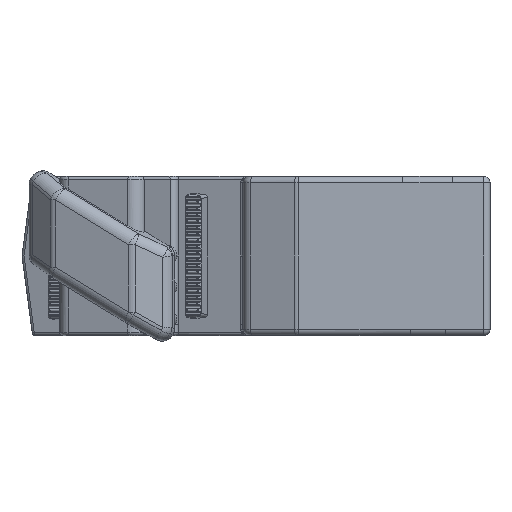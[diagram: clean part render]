
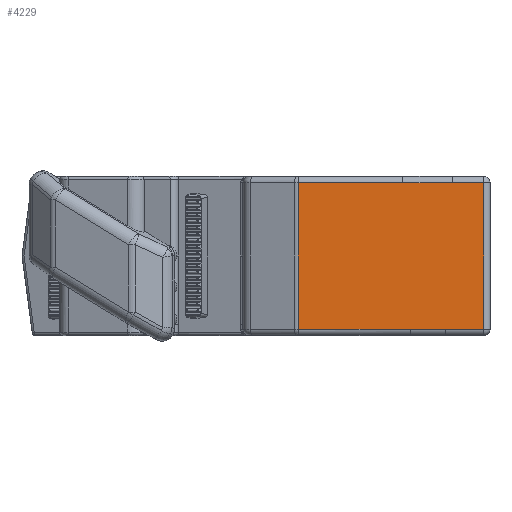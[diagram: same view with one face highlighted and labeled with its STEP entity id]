
A CAD part, front view. The second image highlights one B-rep face of the part: STEP entity #4229.
In plain terms, the highlighted planar face has unit normal (0, -1, 0).
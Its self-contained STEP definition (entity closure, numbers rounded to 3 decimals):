
#3958=PLANE('',#13736);
#4229=ADVANCED_FACE('NAUO1\\NAUO12\\CUT-EXTRUDE7',(#5085),#3958,.T.);
#5085=FACE_OUTER_BOUND('',#5658,.T.);
#5658=EDGE_LOOP('',(#8539,#8540,#8541,#8542,#8543,#8544,#8545,#8546));
#6512=LINE('',#19372,#7089);
#6547=LINE('',#19712,#7124);
#6548=LINE('',#19716,#7125);
#6549=LINE('',#19718,#7126);
#6550=LINE('',#19720,#7127);
#6551=LINE('',#19721,#7128);
#6552=LINE('',#19723,#7129);
#6553=LINE('',#19725,#7130);
#7089=VECTOR('',#14998,1.);
#7124=VECTOR('',#15107,1.);
#7125=VECTOR('',#15112,1.);
#7126=VECTOR('',#15113,1.);
#7127=VECTOR('',#15114,1.);
#7128=VECTOR('',#15115,1.);
#7129=VECTOR('',#15116,1.);
#7130=VECTOR('',#15117,1.);
#8539=ORIENTED_EDGE('',*,*,#12239,.T.);
#8540=ORIENTED_EDGE('',*,*,#12322,.T.);
#8541=ORIENTED_EDGE('',*,*,#12323,.T.);
#8542=ORIENTED_EDGE('',*,*,#12324,.T.);
#8543=ORIENTED_EDGE('',*,*,#12320,.T.);
#8544=ORIENTED_EDGE('',*,*,#12325,.T.);
#8545=ORIENTED_EDGE('',*,*,#12326,.F.);
#8546=ORIENTED_EDGE('',*,*,#12327,.T.);
#11059=VERTEX_POINT('',#19367);
#11061=VERTEX_POINT('',#19371);
#11121=VERTEX_POINT('',#19711);
#11122=VERTEX_POINT('',#19713);
#11123=VERTEX_POINT('',#19717);
#11124=VERTEX_POINT('',#19719);
#11125=VERTEX_POINT('',#19722);
#11126=VERTEX_POINT('',#19724);
#12239=EDGE_CURVE('LINE',#11059,#11061,#6512,.T.);
#12320=EDGE_CURVE('LINE',#11122,#11121,#6547,.T.);
#12322=EDGE_CURVE('LINE',#11061,#11123,#6548,.T.);
#12323=EDGE_CURVE('LINE',#11123,#11124,#6549,.T.);
#12324=EDGE_CURVE('LINE',#11124,#11122,#6550,.T.);
#12325=EDGE_CURVE('LINE',#11121,#11125,#6551,.T.);
#12326=EDGE_CURVE('LINE',#11126,#11125,#6552,.T.);
#12327=EDGE_CURVE('LINE',#11126,#11059,#6553,.T.);
#13736=AXIS2_PLACEMENT_3D('',#19726,#15118,#15119);
#14998=DIRECTION('',(0.,0.,1.));
#15107=DIRECTION('',(0.,0.,-1.));
#15112=DIRECTION('',(-1.,0.,0.));
#15113=DIRECTION('',(-1.,0.,0.));
#15114=DIRECTION('',(-1.,0.,0.));
#15115=DIRECTION('',(1.,0.,0.));
#15116=DIRECTION('',(-1.,0.,0.));
#15117=DIRECTION('',(1.,0.,0.));
#15118=DIRECTION('',(0.,-1.,0.));
#15119=DIRECTION('',(1.,0.,0.));
#19367=CARTESIAN_POINT('',(24.8,-52.2,-11.5));
#19371=CARTESIAN_POINT('',(24.8,-52.2,11.5));
#19372=CARTESIAN_POINT('',(24.8,-52.2,-12.5));
#19711=CARTESIAN_POINT('',(-4.283,-52.2,-11.5));
#19712=CARTESIAN_POINT('',(-4.283,-52.2,-12.5));
#19713=CARTESIAN_POINT('',(-4.283,-52.2,11.5));
#19716=CARTESIAN_POINT('',(22.35,-52.2,11.5));
#19717=CARTESIAN_POINT('',(19.9,-52.2,11.5));
#19718=CARTESIAN_POINT('',(16.,-52.2,11.5));
#19719=CARTESIAN_POINT('',(12.1,-52.2,11.5));
#19720=CARTESIAN_POINT('',(3.908,-52.2,11.5));
#19721=CARTESIAN_POINT('',(4.508,-52.2,-11.5));
#19722=CARTESIAN_POINT('',(13.3,-52.2,-11.5));
#19723=CARTESIAN_POINT('',(16.05,-52.2,-11.5));
#19724=CARTESIAN_POINT('',(18.8,-52.2,-11.5));
#19725=CARTESIAN_POINT('',(21.8,-52.2,-11.5));
#19726=CARTESIAN_POINT('',(24.,-52.2,-12.5));
